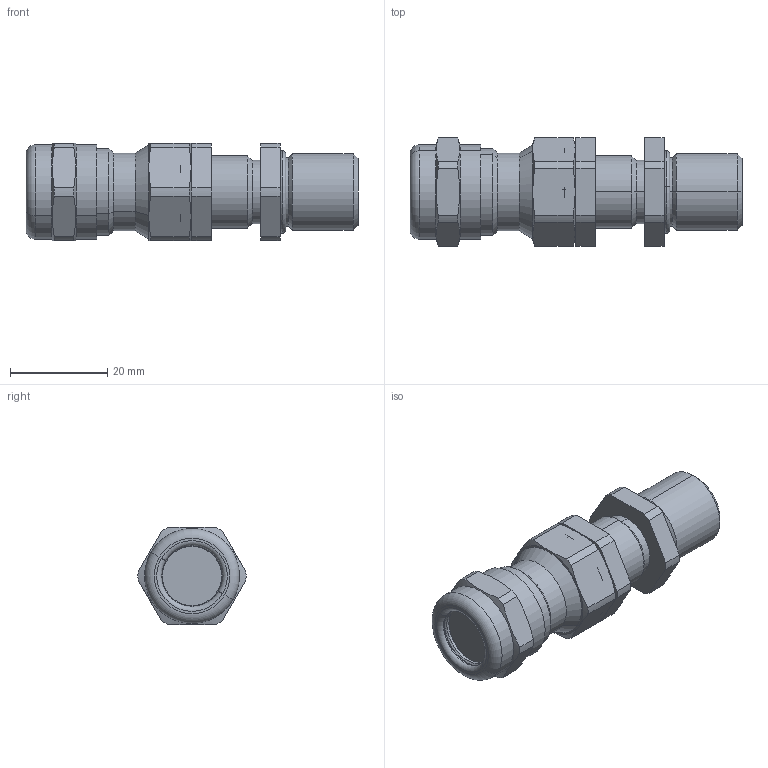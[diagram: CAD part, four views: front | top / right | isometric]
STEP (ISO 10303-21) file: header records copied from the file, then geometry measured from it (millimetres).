
FILE_DESCRIPTION (( 'STEP AP203' ), '1' );
FILE_NAME ('4114169.STEP', '2024-07-19T06:26:48', ( '' ), ( '' ), 'SwSTEP 2.0', 'SolidWorks 2023', '' );
FILE_SCHEMA (( 'CONFIG_CONTROL_DESIGN' ));
Length unit declared in the file: millimetre
Products named in the file (11): D9004500; D9905200; D9905316; D9905000; 4114169; D1305500; D9201095-D17; D9005500; D1304500; D9905100; D9200098
Assembly tree (10 placements, depth 2):
  4114169
    D9905316
    D9004500
    D1304500
    D9905200
    D9905100
    D9005500
    D1305500
    D9905000
    D9200098
    D9201095-D17
Bounding box: 68.15 x 22.19 x 20 mm (x, y, z)
Volume: 11810.4 mm3; surface area: 12820.5 mm2
Topology: 10 solids, 10 shells, 259 faces, 558 edges, 336 vertices
Faces by surface type: cylinder 92, cone 80, plane 61, torus 26
Entity records: 8311 total; most frequent: DIRECTION 1372, CARTESIAN_POINT 1310, ORIENTED_EDGE 1116, AXIS2_PLACEMENT_3D 582, EDGE_CURVE 558, VERTEX_POINT 336, CIRCLE 310, EDGE_LOOP 292
